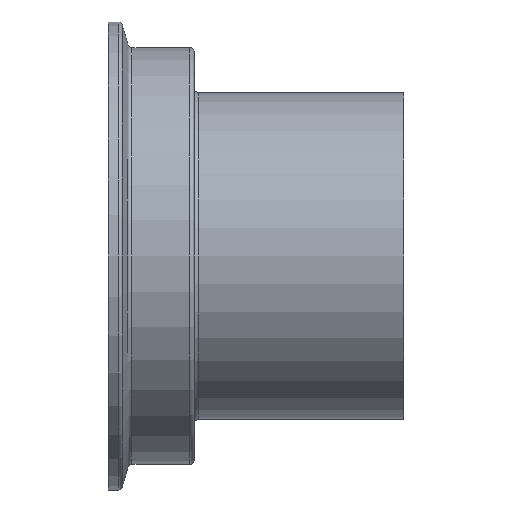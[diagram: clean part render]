
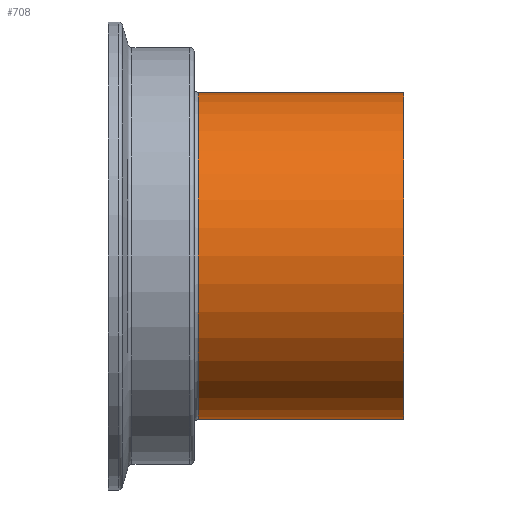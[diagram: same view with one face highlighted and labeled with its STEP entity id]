
A CAD part, front view. The second image highlights one B-rep face of the part: STEP entity #708.
In plain terms, the highlighted cylindrical face has radius 31.8 mm (diameter 63.6 mm), a partial arc.
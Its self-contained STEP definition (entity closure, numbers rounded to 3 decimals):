
#18 = EDGE_CURVE ( 'NONE', #230, #376, #158, .T. ) ;
#21 = VECTOR ( 'NONE', #83, 1000. ) ;
#54 = ORIENTED_EDGE ( 'NONE', *, *, #691, .T. ) ;
#83 = DIRECTION ( 'NONE',  ( -1., 0., 0. ) ) ;
#143 = VECTOR ( 'NONE', #769, 1000. ) ;
#158 = LINE ( 'NONE', #581, #143 ) ;
#176 = ORIENTED_EDGE ( 'NONE', *, *, #570, .T. ) ;
#182 = VERTEX_POINT ( 'NONE', #738 ) ;
#227 = EDGE_CURVE ( 'NONE', #376, #182, #561, .T. ) ;
#229 = ORIENTED_EDGE ( 'NONE', *, *, #227, .F. ) ;
#230 = VERTEX_POINT ( 'NONE', #262 ) ;
#233 = DIRECTION ( 'NONE',  ( -1., 0., 0. ) ) ;
#262 = CARTESIAN_POINT ( 'NONE',  ( 47.12, -8.135, -31.8 ) ) ;
#263 = CYLINDRICAL_SURFACE ( 'NONE', #388, 31.8 ) ;
#308 = FACE_OUTER_BOUND ( 'NONE', #774, .T. ) ;
#319 = VERTEX_POINT ( 'NONE', #756 ) ;
#322 = CARTESIAN_POINT ( 'NONE',  ( 7.12, -8.135, 0. ) ) ;
#324 = CARTESIAN_POINT ( 'NONE',  ( -172.678, -8.135, 0. ) ) ;
#352 = CIRCLE ( 'NONE', #530, 31.8 ) ;
#375 = DIRECTION ( 'NONE',  ( 0., 0., 1. ) ) ;
#376 = VERTEX_POINT ( 'NONE', #527 ) ;
#380 = CARTESIAN_POINT ( 'NONE',  ( -172.678, -8.135, 31.8 ) ) ;
#388 = AXIS2_PLACEMENT_3D ( 'NONE', #324, #443, #687 ) ;
#424 = DIRECTION ( 'NONE',  ( 0., 0., 1. ) ) ;
#443 = DIRECTION ( 'NONE',  ( -1., 0., 0. ) ) ;
#527 = CARTESIAN_POINT ( 'NONE',  ( 7.12, -8.135, -31.8 ) ) ;
#530 = AXIS2_PLACEMENT_3D ( 'NONE', #787, #233, #424 ) ;
#544 = ORIENTED_EDGE ( 'NONE', *, *, #18, .F. ) ;
#561 = CIRCLE ( 'NONE', #661, 31.8 ) ;
#570 = EDGE_CURVE ( 'NONE', #230, #319, #352, .T. ) ;
#581 = CARTESIAN_POINT ( 'NONE',  ( -172.678, -8.135, -31.8 ) ) ;
#661 = AXIS2_PLACEMENT_3D ( 'NONE', #322, #748, #375 ) ;
#680 = LINE ( 'NONE', #380, #21 ) ;
#687 = DIRECTION ( 'NONE',  ( 0., 0., 1. ) ) ;
#691 = EDGE_CURVE ( 'NONE', #319, #182, #680, .T. ) ;
#708 = ADVANCED_FACE ( 'NONE', ( #308 ), #263, .T. ) ;
#738 = CARTESIAN_POINT ( 'NONE',  ( 7.12, -8.135, 31.8 ) ) ;
#748 = DIRECTION ( 'NONE',  ( -1., 0., 0. ) ) ;
#756 = CARTESIAN_POINT ( 'NONE',  ( 47.12, -8.135, 31.8 ) ) ;
#769 = DIRECTION ( 'NONE',  ( -1., 0., 0. ) ) ;
#774 = EDGE_LOOP ( 'NONE', ( #544, #176, #54, #229 ) ) ;
#787 = CARTESIAN_POINT ( 'NONE',  ( 47.12, -8.135, 0. ) ) ;
